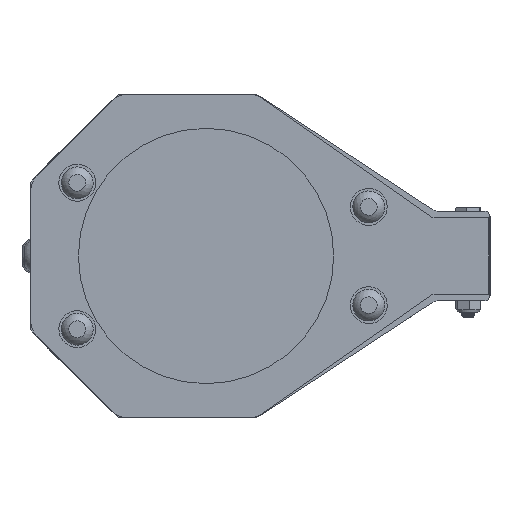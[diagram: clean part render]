
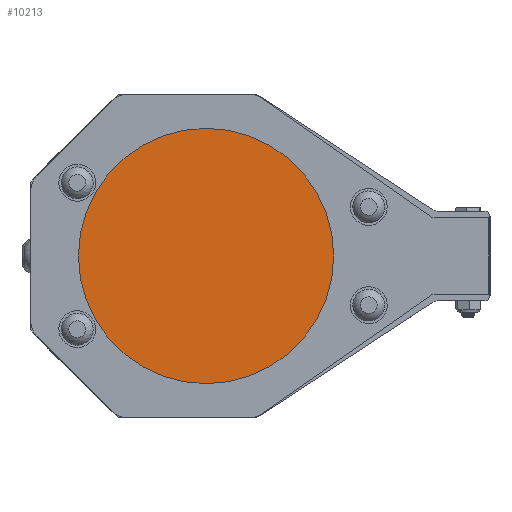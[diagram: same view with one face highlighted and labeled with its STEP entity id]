
A CAD part, left-side view. The second image highlights one B-rep face of the part: STEP entity #10213.
In plain terms, the highlighted planar face has unit normal (-1, 0, 0).
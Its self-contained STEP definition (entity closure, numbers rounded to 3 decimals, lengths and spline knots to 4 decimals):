
#1545=PLANE('',#11340);
#2660=FACE_OUTER_BOUND('',#3532,.T.);
#3532=EDGE_LOOP('',(#9179));
#4510=CIRCLE('',#11339,1.5);
#5394=VERTEX_POINT('',#40799);
#6694=EDGE_CURVE('',#5394,#5394,#4510,.T.);
#9179=ORIENTED_EDGE('',*,*,#6694,.T.);
#10213=ADVANCED_FACE('',(#2660),#1545,.T.);
#11339=AXIS2_PLACEMENT_3D('',#40800,#13915,#13916);
#11340=AXIS2_PLACEMENT_3D('',#40801,#13917,#13918);
#13915=DIRECTION('center_axis',(-1.,0.,0.));
#13916=DIRECTION('ref_axis',(0.,0.,
-1.));
#13917=DIRECTION('center_axis',(-1.,0.,0.));
#13918=DIRECTION('ref_axis',(0.,0.,1.));
#40799=CARTESIAN_POINT('',(-22.3346,1.574,1.035));
#40800=CARTESIAN_POINT('Origin',(-22.3346,1.574,-0.465));
#40801=CARTESIAN_POINT('Origin',(-22.3346,1.574,-0.465));
